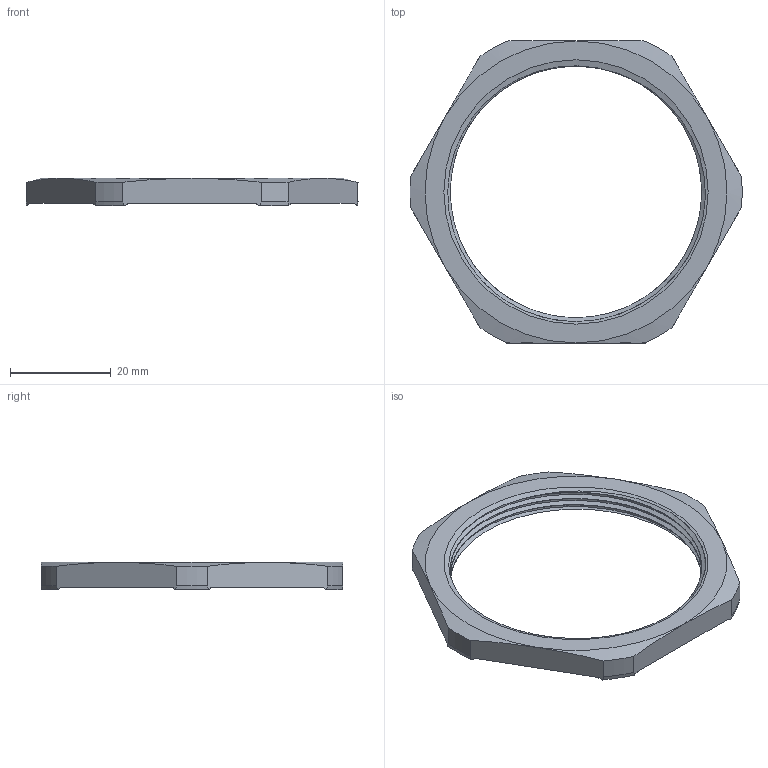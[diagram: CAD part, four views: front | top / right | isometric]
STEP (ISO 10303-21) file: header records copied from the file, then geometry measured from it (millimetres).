
FILE_DESCRIPTION(/* description */ ('EV-Gegenmutter M 50x1,5, Bleifrei'),/* implementation_level */ '2;1');
FILE_NAME(/* name */ '61016550LF-RST.stp',/* time_stamp */ '2021-05-12T11:26:33+02:00',/* author */ ('sl'),/* organization */ (''),/* preprocessor_version */ 'ST-DEVELOPER v16.5',/* originating_system */ 'Autodesk Inventor 2017',/* authorisation */ '');
FILE_SCHEMA (('AUTOMOTIVE_DESIGN { 1 0 10303 214 3 1 1 }'));
Length unit declared in the file: millimetre
Products named in the file (1): 61016550LF
Bounding box: 65.97 x 60 x 5.47 mm (x, y, z)
Volume: 5119.3 mm3; surface area: 4206.9 mm2
Topology: 1 solids, 1 shells, 38 faces, 102 edges, 66 vertices
Faces by surface type: cone 20, cylinder 8, plane 8, bspline 2
Entity records: 1888 total; most frequent: CARTESIAN_POINT 933, ORIENTED_EDGE 196, DIRECTION 188, EDGE_CURVE 98, AXIS2_PLACEMENT_3D 85, VERTEX_POINT 64, CIRCLE 48, EDGE_LOOP 42
